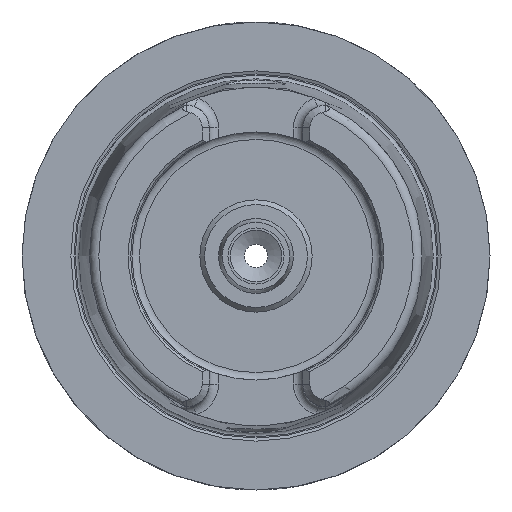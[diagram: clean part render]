
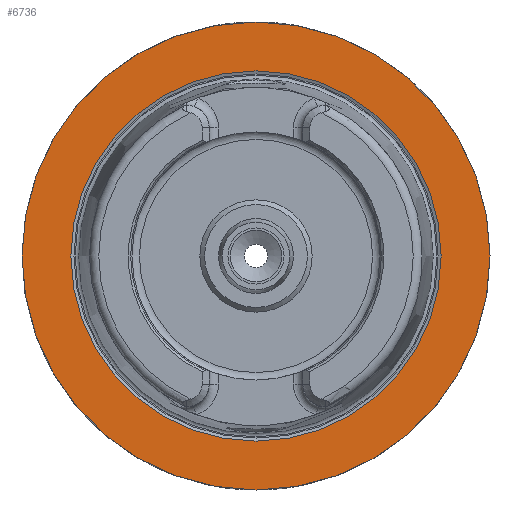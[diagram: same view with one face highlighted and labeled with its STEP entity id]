
A CAD part, left-side view. The second image highlights one B-rep face of the part: STEP entity #6736.
In plain terms, the highlighted planar face has unit normal (-1, 0, 0).
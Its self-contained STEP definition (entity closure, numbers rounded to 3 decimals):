
#5922=CARTESIAN_POINT('',(0.,50.0,0.0));
#5923=VERTEX_POINT('',#5922);
#5924=CARTESIAN_POINT('',(0.,0.,0.0));
#5925=DIRECTION('',(1.0,0.0,0.0));
#5926=DIRECTION('',(0.0,1.0,0.0));
#5927=AXIS2_PLACEMENT_3D('',#5924,#5925,#5926);
#5928=CIRCLE('',#5927,50.0);
#5929=EDGE_CURVE('',#5923,#5923,#5928,.T.);
#6710=CARTESIAN_POINT('',(0.,39.55,0.0));
#6711=VERTEX_POINT('',#6710);
#6712=CARTESIAN_POINT('',(0.,0.,0.0));
#6713=DIRECTION('',(1.0,0.0,0.0));
#6714=DIRECTION('',(0.0,1.0,0.0));
#6715=AXIS2_PLACEMENT_3D('',#6712,#6713,#6714);
#6716=CIRCLE('',#6715,39.55);
#6717=EDGE_CURVE('',#6711,#6711,#6716,.T.);
#6725=CARTESIAN_POINT('',(0.,44.775,0.0));
#6726=DIRECTION('',(-1.0,0.0,0.0));
#6727=DIRECTION('',(0.0,0.0,1.0));
#6728=AXIS2_PLACEMENT_3D('',#6725,#6726,#6727);
#6729=PLANE('',#6728);
#6730=ORIENTED_EDGE('',*,*,#5929,.F.);
#6731=EDGE_LOOP('',(#6730));
#6732=FACE_OUTER_BOUND('',#6731,.T.);
#6733=ORIENTED_EDGE('',*,*,#6717,.T.);
#6734=EDGE_LOOP('',(#6733));
#6735=FACE_BOUND('',#6734,.T.);
#6736=ADVANCED_FACE('',(#6732,#6735),#6729,.T.);
